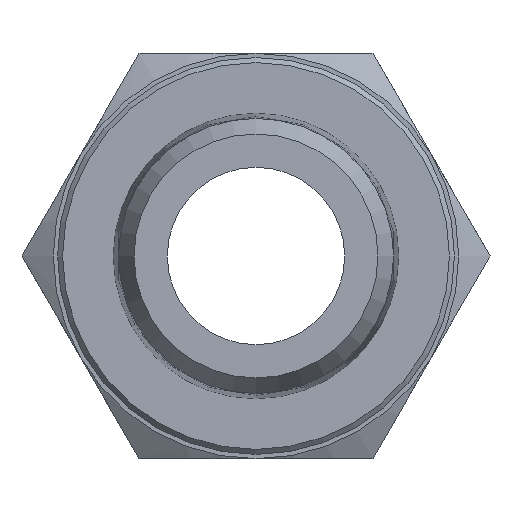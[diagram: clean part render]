
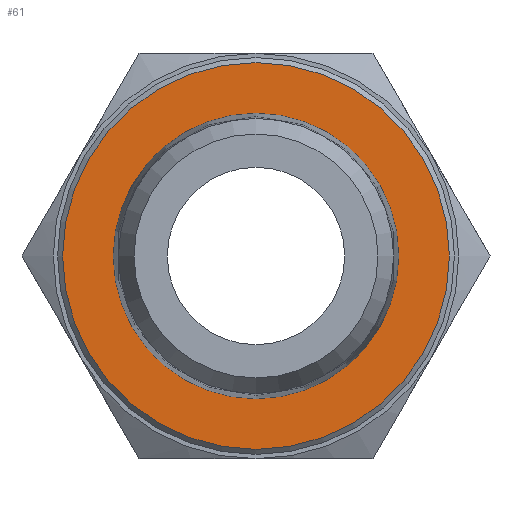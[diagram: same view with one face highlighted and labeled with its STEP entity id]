
A CAD part, front view. The second image highlights one B-rep face of the part: STEP entity #61.
In plain terms, the highlighted planar face has unit normal (0, -1, 0).
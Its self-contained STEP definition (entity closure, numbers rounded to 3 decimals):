
#61 = ADVANCED_FACE( '', ( #147, #148 ), #149, .F. );
#147 = FACE_BOUND( '', #268, .T. );
#148 = FACE_OUTER_BOUND( '', #269, .T. );
#149 = PLANE( '', #270 );
#268 = EDGE_LOOP( '', ( #389 ) );
#269 = EDGE_LOOP( '', ( #390 ) );
#270 = AXIS2_PLACEMENT_3D( '', #391, #392, #393 );
#389 = ORIENTED_EDGE( '', *, *, #627, .F. );
#390 = ORIENTED_EDGE( '', *, *, #624, .T. );
#391 = CARTESIAN_POINT( '', ( 11.45, 11.5, 0. ) );
#392 = DIRECTION( '', ( 0., 1., 0. ) );
#393 = DIRECTION( '', ( 0., 0., 1. ) );
#624 = EDGE_CURVE( '', #716, #716, #717, .T. );
#627 = EDGE_CURVE( '', #721, #721, #722, .T. );
#716 = VERTEX_POINT( '', #855 );
#717 = CIRCLE( '', #856, 11.45 );
#721 = VERTEX_POINT( '', #860 );
#722 = CIRCLE( '', #861, 8.455 );
#855 = CARTESIAN_POINT( '', ( 0., 11.5, -11.45 ) );
#856 = AXIS2_PLACEMENT_3D( '', #1115, #1116, #1117 );
#860 = CARTESIAN_POINT( '', ( 0., 11.5, -8.455 ) );
#861 = AXIS2_PLACEMENT_3D( '', #1121, #1122, #1123 );
#1115 = CARTESIAN_POINT( '', ( 0., 11.5, 0. ) );
#1116 = DIRECTION( '', ( 0., -1., 0. ) );
#1117 = DIRECTION( '', ( 0., 0., -1. ) );
#1121 = CARTESIAN_POINT( '', ( 0., 11.5, 0. ) );
#1122 = DIRECTION( '', ( 0., -1., 0. ) );
#1123 = DIRECTION( '', ( 0., 0., -1. ) );
